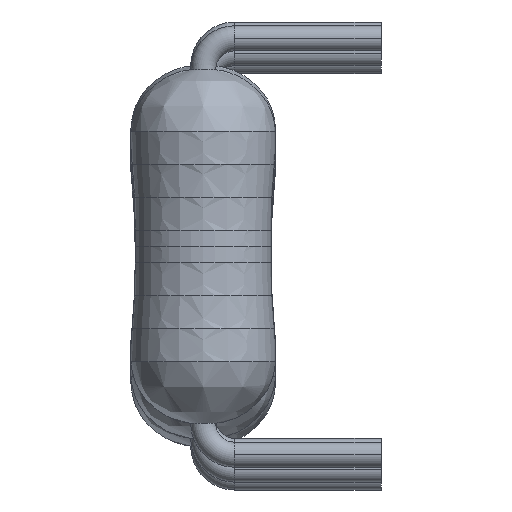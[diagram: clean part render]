
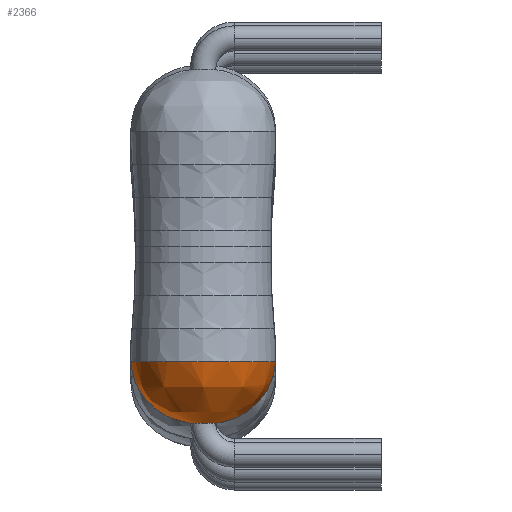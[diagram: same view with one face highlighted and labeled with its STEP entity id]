
A CAD part, left-side view. The second image highlights one B-rep face of the part: STEP entity #2366.
In plain terms, the highlighted free-form (B-spline) face has degree [3, 3] with [5, 4] control points.
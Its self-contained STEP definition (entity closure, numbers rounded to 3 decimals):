
#95 = EDGE_CURVE ( 'NONE', #4506, #407, #2403, .T. ) ;
#102 = VERTEX_POINT ( 'NONE', #8380 ) ;
#162 = EDGE_CURVE ( 'NONE', #581, #4506, #2254, .T. ) ;
#248 = CARTESIAN_POINT ( 'NONE',  ( 8.066, 0.04, 0. ) ) ;
#407 = VERTEX_POINT ( 'NONE', #4351 ) ;
#559 = DIRECTION ( 'NONE',  ( 0., 0., 1. ) ) ;
#581 = VERTEX_POINT ( 'NONE', #4591 ) ;
#619 = CARTESIAN_POINT ( 'NONE',  ( 9.347, 1.473, 0. ) ) ;
#998 = CARTESIAN_POINT ( 'NONE',  ( 9.347, 1.473, -0.61 ) ) ;
#1028 = CARTESIAN_POINT ( 'NONE',  ( 8.066, 3.516, -3.476 ) ) ;
#1348 = CARTESIAN_POINT ( 'NONE',  ( 9.347, 1.778, 0. ) ) ;
#1773 = CARTESIAN_POINT ( 'NONE',  ( 9.347, 2.083, 0. ) ) ;
#1805 = CARTESIAN_POINT ( 'NONE',  ( 7.855, 0.024, 0. ) ) ;
#2011 = EDGE_CURVE ( 'NONE', #407, #102, #5927, .T. ) ;
#2175 = CARTESIAN_POINT ( 'NONE',  ( 8.773, 0.193, 0. ) ) ;
#2254 = CIRCLE ( 'NONE', #6397, 0.305 ) ;
#2282 = FACE_OUTER_BOUND ( 'NONE', #5324, .T. ) ;
#2366 = ADVANCED_FACE ( 'NONE', ( #2282 ), #7921, .T. ) ;
#2403 = B_SPLINE_CURVE_WITH_KNOTS ( 'NONE', 3,
 ( #2975, #9957, #4511, #9167, #3740 ),
 .UNSPECIFIED., .F., .F.,
 ( 4, 1, 4 ),
 ( 0.058, 0.355, 0.475 ),
 .UNSPECIFIED. ) ;
#2563 = CARTESIAN_POINT ( 'NONE',  ( 9.304, 0.948, -1.66 ) ) ;
#2596 = CARTESIAN_POINT ( 'NONE',  ( 7.855, 3.532, -3.507 ) ) ;
#2963 = CARTESIAN_POINT ( 'NONE',  ( 7.855, 0.024, 0. ) ) ;
#2975 = CARTESIAN_POINT ( 'NONE',  ( 9.347, 2.083, 0. ) ) ;
#3340 = CARTESIAN_POINT ( 'NONE',  ( 9.304, 2.608, 0. ) ) ;
#3613 = DIRECTION ( 'NONE',  ( -1., 0., 0. ) ) ;
#3740 = CARTESIAN_POINT ( 'NONE',  ( 7.855, 3.532, 0. ) ) ;
#4061 = CARTESIAN_POINT ( 'NONE',  ( 9.347, 1.473, 0. ) ) ;
#4124 = CARTESIAN_POINT ( 'NONE',  ( 8.773, 0.193, -3.171 ) ) ;
#4351 = CARTESIAN_POINT ( 'NONE',  ( 7.855, 3.532, 0. ) ) ;
#4463 = AXIS2_PLACEMENT_3D ( 'NONE', #8257, #3613, #9040 ) ;
#4506 = VERTEX_POINT ( 'NONE', #8369 ) ;
#4511 = CARTESIAN_POINT ( 'NONE',  ( 8.773, 3.363, 0. ) ) ;
#4591 = CARTESIAN_POINT ( 'NONE',  ( 9.347, 1.473, 0. ) ) ;
#4905 = CARTESIAN_POINT ( 'NONE',  ( 8.773, 3.363, 0. ) ) ;
#5324 = EDGE_LOOP ( 'NONE', ( #6810, #5938, #8073, #7890 ) ) ;
#5681 = CARTESIAN_POINT ( 'NONE',  ( 8.066, 0.04, -3.476 ) ) ;
#5927 = CIRCLE ( 'NONE', #4463, 1.754 ) ;
#5938 = ORIENTED_EDGE ( 'NONE', *, *, #7788, .T. ) ;
#5988 = DIRECTION ( 'NONE',  ( 1., 0., 0. ) ) ;
#6161 = B_SPLINE_CURVE_WITH_KNOTS ( 'NONE', 3,
 ( #619, #6853, #2175, #7616, #2963 ),
 .UNSPECIFIED., .F., .F.,
 ( 4, 1, 4 ),
 ( 0.058, 0.355, 0.475 ),
 .UNSPECIFIED. ) ;
#6397 = AXIS2_PLACEMENT_3D ( 'NONE', #1348, #5988, #559 ) ;
#6421 = CARTESIAN_POINT ( 'NONE',  ( 9.347, 2.083, -0.61 ) ) ;
#6453 = CARTESIAN_POINT ( 'NONE',  ( 8.066, 3.516, 0. ) ) ;
#6810 = ORIENTED_EDGE ( 'NONE', *, *, #162, .F. ) ;
#6853 = CARTESIAN_POINT ( 'NONE',  ( 9.304, 0.948, 0. ) ) ;
#7209 = CARTESIAN_POINT ( 'NONE',  ( 9.304, 0.948, 0. ) ) ;
#7237 = CARTESIAN_POINT ( 'NONE',  ( 7.855, 0.024, -3.507 ) ) ;
#7616 = CARTESIAN_POINT ( 'NONE',  ( 8.066, 0.04, 0. ) ) ;
#7788 = EDGE_CURVE ( 'NONE', #581, #102, #6161, .T. ) ;
#7890 = ORIENTED_EDGE ( 'NONE', *, *, #95, .F. ) ;
#7921 =( BOUNDED_SURFACE ( )  B_SPLINE_SURFACE ( 3, 3, ( 
 ( #4061, #998, #6421, #1773 ),
 ( #7209, #2563, #7992, #3340 ),
 ( #8780, #4124, #9570, #4905 ),
 ( #248, #5681, #1028, #6453 ),
 ( #1805, #7237, #2596, #8025 ) ),
 .UNSPECIFIED., .F., .F., .F. ) 
 B_SPLINE_SURFACE_WITH_KNOTS ( ( 4, 1, 4 ),
 ( 4, 4 ),
 ( 0.058, 0.355, 0.475 ),
 ( 0., 1. ),
 .UNSPECIFIED. ) 
 GEOMETRIC_REPRESENTATION_ITEM ( )  RATIONAL_B_SPLINE_SURFACE ( (
 ( 1., 0.333, 0.333, 1.),
 ( 1., 0.333, 0.333, 1.),
 ( 1., 0.333, 0.333, 1.),
 ( 1., 0.333, 0.333, 1.),
 ( 1., 0.333, 0.333, 1.) ) ) 
 REPRESENTATION_ITEM ( '' )  SURFACE ( )  );
#7992 = CARTESIAN_POINT ( 'NONE',  ( 9.304, 2.608, -1.66 ) ) ;
#8025 = CARTESIAN_POINT ( 'NONE',  ( 7.855, 3.532, 0. ) ) ;
#8073 = ORIENTED_EDGE ( 'NONE', *, *, #2011, .F. ) ;
#8257 = CARTESIAN_POINT ( 'NONE',  ( 7.855, 1.778, 0. ) ) ;
#8369 = CARTESIAN_POINT ( 'NONE',  ( 9.347, 2.083, 0. ) ) ;
#8380 = CARTESIAN_POINT ( 'NONE',  ( 7.855, 0.024, 0. ) ) ;
#8780 = CARTESIAN_POINT ( 'NONE',  ( 8.773, 0.193, 0. ) ) ;
#9040 = DIRECTION ( 'NONE',  ( 0., -1., 0. ) ) ;
#9167 = CARTESIAN_POINT ( 'NONE',  ( 8.066, 3.516, 0. ) ) ;
#9570 = CARTESIAN_POINT ( 'NONE',  ( 8.773, 3.363, -3.171 ) ) ;
#9957 = CARTESIAN_POINT ( 'NONE',  ( 9.304, 2.608, 0. ) ) ;
